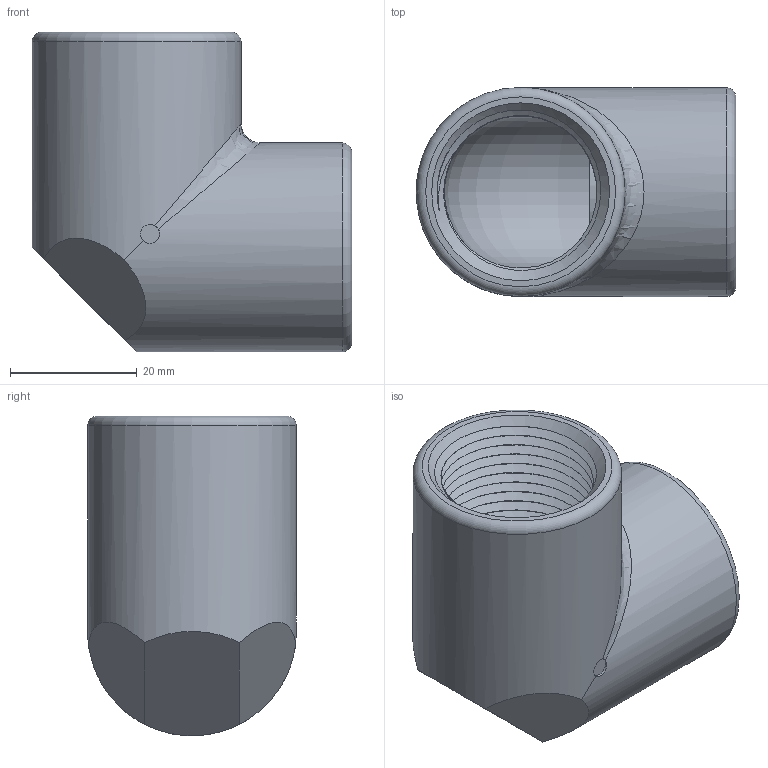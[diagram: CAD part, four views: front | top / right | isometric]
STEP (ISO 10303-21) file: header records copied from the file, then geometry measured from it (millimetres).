
FILE_DESCRIPTION(/* description */ ('Unknown'),/* implementation_level */ '2;1');
FILE_NAME(/* name */ '20200814-R-222-DN20',/* time_stamp */ '2020-08-14T17:46:30+08:00',/* author */ ('Unknown'),/* organization */ ('Unknown'),/* preprocessor_version */ 'ST-DEVELOPER v16.7',/* originating_system */ 'DEX',/* authorisation */ $);
FILE_SCHEMA (('AUTOMOTIVE_DESIGN {1 0 10303 214 3 1 1}'));
Length unit declared in the file: millimetre
Products named in the file (1): DN20
Bounding box: 50.5 x 33 x 50.5 mm (x, y, z)
Volume: 24506.8 mm3; surface area: 13713.9 mm2
Topology: 1 solids, 1 shells, 41 faces, 159 edges, 114 vertices
Faces by surface type: cylinder 21, plane 8, bspline 6, torus 4, cone 2
Full cylindrical faces by diameter (mm): 3.003 x1, 24.1 x16, 33 x2
Entity records: 7969 total; most frequent: CARTESIAN_POINT 7150, ORIENTED_EDGE 248, EDGE_CURVE 124, VERTEX_POINT 110, DIRECTION 86, AXIS2_PLACEMENT_3D 39, EDGE_LOOP 36, FACE_BOUND 36
